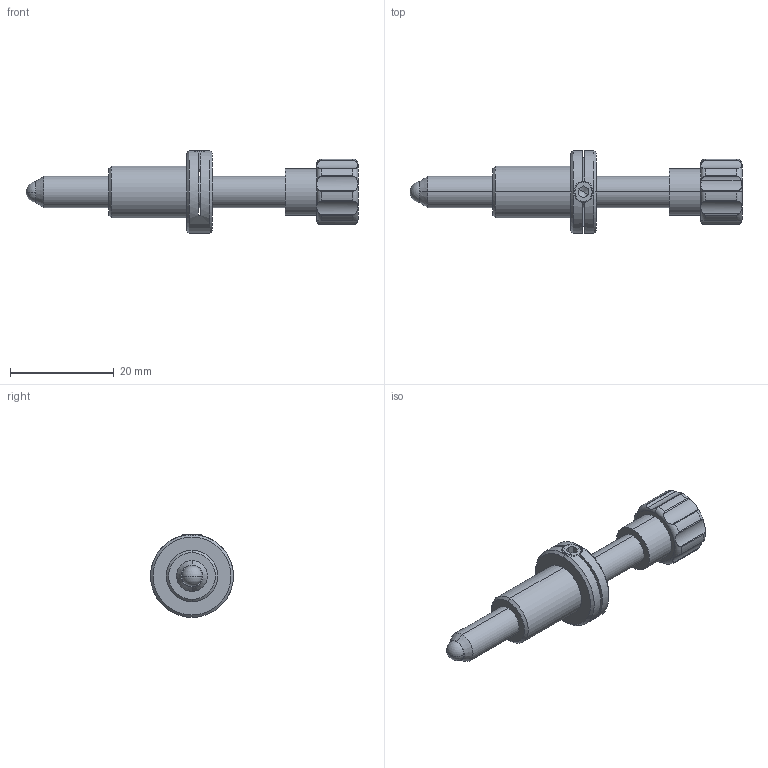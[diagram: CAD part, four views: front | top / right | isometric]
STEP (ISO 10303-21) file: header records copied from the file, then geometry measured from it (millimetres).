
FILE_DESCRIPTION (( 'STEP AP203' ), '1' );
FILE_NAME ('07ASL-1.STEP', '2022-07-20T02:27:25', ( '' ), ( '' ), 'SwSTEP 2.0', 'SolidWorks 2021', '' );
FILE_SCHEMA (( 'CONFIG_CONTROL_DESIGN' ));
Length unit declared in the file: millimetre
Products named in the file (1): 07ASL-1
Bounding box: 64 x 16 x 16 mm (x, y, z)
Volume: 4235.7 mm3; surface area: 3780.3 mm2
Topology: 5 solids, 5 shells, 116 faces, 290 edges, 183 vertices
Faces by surface type: cylinder 58, plane 27, cone 25, torus 4, sphere 2
Entity records: 3841 total; most frequent: CARTESIAN_POINT 1091, ORIENTED_EDGE 558, DIRECTION 544, EDGE_CURVE 279, AXIS2_PLACEMENT_3D 213, VERTEX_POINT 180, EDGE_LOOP 129, VECTOR 118
